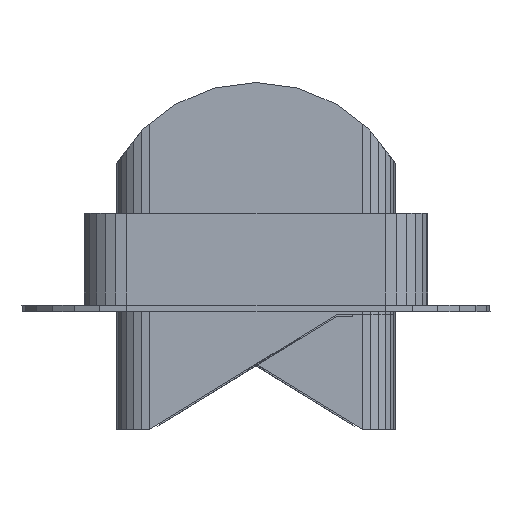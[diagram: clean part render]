
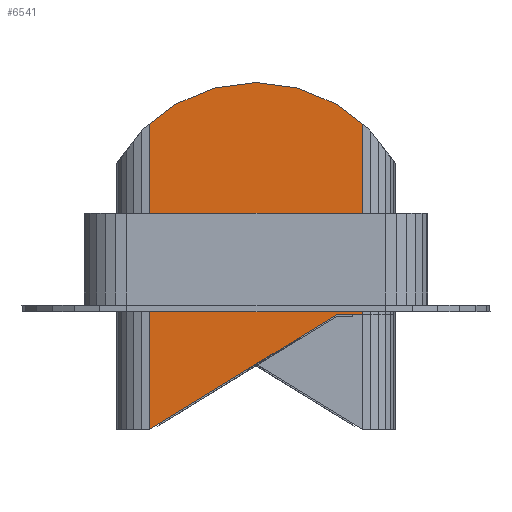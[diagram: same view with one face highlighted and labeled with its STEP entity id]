
A CAD part, front view. The second image highlights one B-rep face of the part: STEP entity #6541.
In plain terms, the highlighted planar face has unit normal (0, -1, 0).
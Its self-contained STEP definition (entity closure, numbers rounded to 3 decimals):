
#347=FACE_OUTER_BOUND('',#683,.T.);
#683=EDGE_LOOP('',(#5841,#5842,#5843,#5844,#5845,#5846,#5847,#5848,#5849,
#5850));
#1510=LINE('',#10132,#2430);
#1537=LINE('',#10186,#2457);
#1560=LINE('',#10232,#2480);
#1577=LINE('',#10266,#2497);
#1598=LINE('',#10306,#2518);
#1601=LINE('',#10313,#2521);
#1602=LINE('',#10315,#2522);
#1603=LINE('',#10317,#2523);
#1604=LINE('',#10319,#2524);
#1605=LINE('',#10320,#2525);
#2430=VECTOR('',#8302,1000.);
#2457=VECTOR('',#8347,1000.);
#2480=VECTOR('',#8380,1000.);
#2497=VECTOR('',#8407,1000.);
#2518=VECTOR('',#8450,1000.);
#2521=VECTOR('',#8459,1000.);
#2522=VECTOR('',#8460,1000.);
#2523=VECTOR('',#8461,1000.);
#2524=VECTOR('',#8462,1000.);
#2525=VECTOR('',#8463,1000.);
#3069=VERTEX_POINT('',#10129);
#3070=VERTEX_POINT('',#10131);
#3088=VERTEX_POINT('',#10185);
#3106=VERTEX_POINT('',#10231);
#3118=VERTEX_POINT('',#10265);
#3126=VERTEX_POINT('',#10304);
#3127=VERTEX_POINT('',#10312);
#3128=VERTEX_POINT('',#10314);
#3129=VERTEX_POINT('',#10316);
#3130=VERTEX_POINT('',#10318);
#3950=EDGE_CURVE('',#3070,#3069,#1510,.T.);
#3977=EDGE_CURVE('',#3088,#3070,#1537,.T.);
#4000=EDGE_CURVE('',#3106,#3088,#1560,.T.);
#4017=EDGE_CURVE('',#3118,#3106,#1577,.T.);
#4038=EDGE_CURVE('',#3069,#3126,#1598,.T.);
#4041=EDGE_CURVE('',#3126,#3127,#1601,.T.);
#4042=EDGE_CURVE('',#3127,#3128,#1602,.T.);
#4043=EDGE_CURVE('',#3128,#3129,#1603,.T.);
#4044=EDGE_CURVE('',#3129,#3130,#1604,.T.);
#4045=EDGE_CURVE('',#3130,#3118,#1605,.T.);
#5841=ORIENTED_EDGE('',*,*,#3950,.T.);
#5842=ORIENTED_EDGE('',*,*,#4038,.T.);
#5843=ORIENTED_EDGE('',*,*,#4041,.T.);
#5844=ORIENTED_EDGE('',*,*,#4042,.T.);
#5845=ORIENTED_EDGE('',*,*,#4043,.T.);
#5846=ORIENTED_EDGE('',*,*,#4044,.T.);
#5847=ORIENTED_EDGE('',*,*,#4045,.T.);
#5848=ORIENTED_EDGE('',*,*,#4017,.T.);
#5849=ORIENTED_EDGE('',*,*,#4000,.T.);
#5850=ORIENTED_EDGE('',*,*,#3977,.T.);
#6212=PLANE('',#6895);
#6541=ADVANCED_FACE('',(#347),#6212,.T.);
#6895=AXIS2_PLACEMENT_3D('',#10311,#8457,#8458);
#8302=DIRECTION('',(1.,0.,0.));
#8347=DIRECTION('',(0.852,0.,0.523));
#8380=DIRECTION('',(0.,0.,-1.));
#8407=DIRECTION('',(-0.793,0.,-0.609));
#8450=DIRECTION('',(0.,0.,1.));
#8457=DIRECTION('center_axis',(0.,-1.,0.));
#8458=DIRECTION('ref_axis',(0.,0.,-1.));
#8459=DIRECTION('',(-0.793,0.,0.609));
#8460=DIRECTION('',(-0.924,0.,0.383));
#8461=DIRECTION('',(-0.991,0.,0.131));
#8462=DIRECTION('',(-0.991,0.,-0.131));
#8463=DIRECTION('',(-0.924,0.,-0.383));
#10129=CARTESIAN_POINT('',(32.5,-133.,-3.063));
#10131=CARTESIAN_POINT('',(24.5,-133.,-3.063));
#10132=CARTESIAN_POINT('',(22.25,-133.,-3.063));
#10185=CARTESIAN_POINT('',(-32.5,-133.,-38.063));
#10186=CARTESIAN_POINT('',(5.367,-133.,-14.811));
#10231=CARTESIAN_POINT('',(-32.5,-133.,55.234));
#10232=CARTESIAN_POINT('',(-32.5,-133.,14.937));
#10265=CARTESIAN_POINT('',(-24.5,-133.,61.372));
#10266=CARTESIAN_POINT('',(-30.54,-133.,56.738));
#10304=CARTESIAN_POINT('',(32.5,-133.,55.234));
#10306=CARTESIAN_POINT('',(32.5,-133.,14.937));
#10311=CARTESIAN_POINT('Origin',(0.,-133.,14.937));
#10312=CARTESIAN_POINT('',(24.5,-133.,61.372));
#10313=CARTESIAN_POINT('',(30.54,-133.,56.738));
#10314=CARTESIAN_POINT('',(12.682,-133.,66.267));
#10315=CARTESIAN_POINT('',(19.298,-133.,63.527));
#10316=CARTESIAN_POINT('',(0.,-133.,67.937));
#10317=CARTESIAN_POINT('',(6.6,-133.,67.068));
#10318=CARTESIAN_POINT('',(-12.682,-133.,66.267));
#10319=CARTESIAN_POINT('',(-6.6,-133.,67.068));
#10320=CARTESIAN_POINT('',(-19.298,-133.,63.527));
